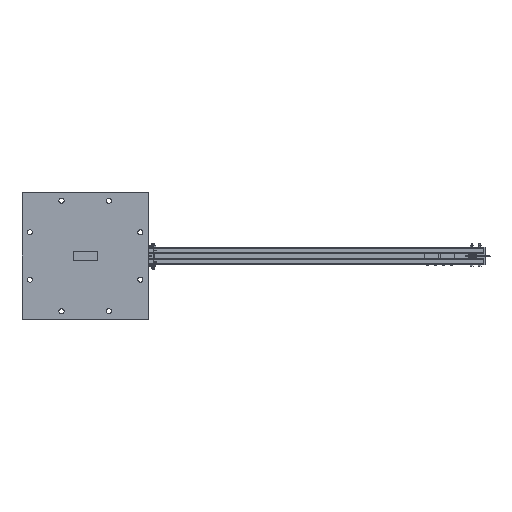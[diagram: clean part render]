
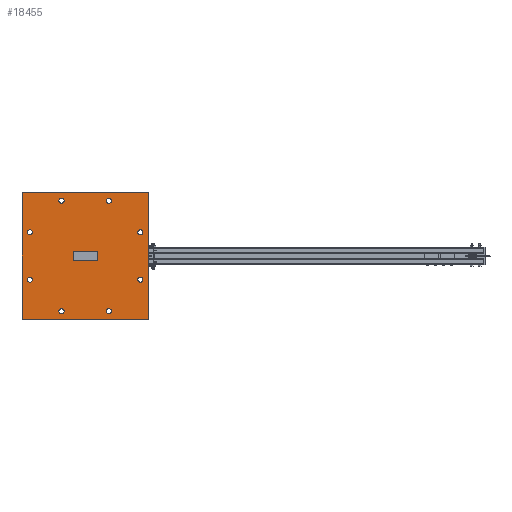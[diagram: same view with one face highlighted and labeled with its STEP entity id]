
A CAD part, front view. The second image highlights one B-rep face of the part: STEP entity #18455.
In plain terms, the highlighted face is planar.
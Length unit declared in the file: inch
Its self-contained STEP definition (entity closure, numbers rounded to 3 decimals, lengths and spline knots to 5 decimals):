
#1596=FACE_BOUND('',#3323,.T.);
#1597=FACE_BOUND('',#3324,.T.);
#1598=FACE_BOUND('',#3325,.T.);
#1599=FACE_BOUND('',#3326,.T.);
#1600=FACE_BOUND('',#3327,.T.);
#1601=FACE_BOUND('',#3328,.T.);
#1602=FACE_BOUND('',#3329,.T.);
#1603=FACE_BOUND('',#3330,.T.);
#1604=FACE_BOUND('',#3331,.T.);
#1777=PLANE('',#20456);
#2183=FACE_OUTER_BOUND('',#3322,.T.);
#3322=EDGE_LOOP('',(#12616,#12617,#12618,#12619));
#3323=EDGE_LOOP('',(#12620,#12621,#12622,#12623,#12624,#12625,#12626,#12627));
#3324=EDGE_LOOP('',(#12628));
#3325=EDGE_LOOP('',(#12629));
#3326=EDGE_LOOP('',(#12630));
#3327=EDGE_LOOP('',(#12631));
#3328=EDGE_LOOP('',(#12632));
#3329=EDGE_LOOP('',(#12633));
#3330=EDGE_LOOP('',(#12634));
#3331=EDGE_LOOP('',(#12635));
#4616=LINE('',#28559,#5738);
#4620=LINE('',#28571,#5742);
#4624=LINE('',#28583,#5746);
#4628=LINE('',#28594,#5750);
#4638=LINE('',#28647,#5760);
#4642=LINE('',#28655,#5764);
#4645=LINE('',#28661,#5767);
#4648=LINE('',#28666,#5770);
#5738=VECTOR('',#22763,0.3937);
#5742=VECTOR('',#22775,0.3937);
#5746=VECTOR('',#22787,0.3937);
#5750=VECTOR('',#22799,0.3937);
#5760=VECTOR('',#22859,0.3937);
#5764=VECTOR('',#22865,0.3937);
#5767=VECTOR('',#22870,0.3937);
#5770=VECTOR('',#22875,0.3937);
#6858=CIRCLE('',#20413,0.25);
#6860=CIRCLE('',#20417,0.25);
#6862=CIRCLE('',#20421,0.25);
#6864=CIRCLE('',#20425,0.25);
#6866=CIRCLE('',#20429,0.65625);
#6868=CIRCLE('',#20432,0.65625);
#6870=CIRCLE('',#20435,0.65625);
#6872=CIRCLE('',#20438,0.65625);
#6874=CIRCLE('',#20441,0.65625);
#6876=CIRCLE('',#20444,0.65625);
#6878=CIRCLE('',#20447,0.65625);
#6880=CIRCLE('',#20450,0.65625);
#8016=VERTEX_POINT('',#28549);
#8017=VERTEX_POINT('',#28550);
#8020=VERTEX_POINT('',#28558);
#8022=VERTEX_POINT('',#28564);
#8024=VERTEX_POINT('',#28570);
#8026=VERTEX_POINT('',#28576);
#8028=VERTEX_POINT('',#28582);
#8030=VERTEX_POINT('',#28588);
#8032=VERTEX_POINT('',#28597);
#8034=VERTEX_POINT('',#28603);
#8036=VERTEX_POINT('',#28609);
#8038=VERTEX_POINT('',#28615);
#8040=VERTEX_POINT('',#28621);
#8042=VERTEX_POINT('',#28627);
#8044=VERTEX_POINT('',#28633);
#8046=VERTEX_POINT('',#28639);
#8048=VERTEX_POINT('',#28645);
#8049=VERTEX_POINT('',#28646);
#8052=VERTEX_POINT('',#28654);
#8054=VERTEX_POINT('',#28660);
#9750=EDGE_CURVE('',#8016,#8017,#6858,.T.);
#9754=EDGE_CURVE('',#8020,#8016,#4616,.T.);
#9757=EDGE_CURVE('',#8022,#8020,#6860,.T.);
#9760=EDGE_CURVE('',#8024,#8022,#4620,.T.);
#9763=EDGE_CURVE('',#8026,#8024,#6862,.T.);
#9766=EDGE_CURVE('',#8028,#8026,#4624,.T.);
#9769=EDGE_CURVE('',#8030,#8028,#6864,.T.);
#9772=EDGE_CURVE('',#8017,#8030,#4628,.T.);
#9774=EDGE_CURVE('',#8032,#8032,#6866,.T.);
#9777=EDGE_CURVE('',#8034,#8034,#6868,.T.);
#9780=EDGE_CURVE('',#8036,#8036,#6870,.T.);
#9783=EDGE_CURVE('',#8038,#8038,#6872,.T.);
#9786=EDGE_CURVE('',#8040,#8040,#6874,.T.);
#9789=EDGE_CURVE('',#8042,#8042,#6876,.T.);
#9792=EDGE_CURVE('',#8044,#8044,#6878,.T.);
#9795=EDGE_CURVE('',#8046,#8046,#6880,.T.);
#9798=EDGE_CURVE('',#8048,#8049,#4638,.T.);
#9802=EDGE_CURVE('',#8049,#8052,#4642,.T.);
#9805=EDGE_CURVE('',#8052,#8054,#4645,.T.);
#9808=EDGE_CURVE('',#8054,#8048,#4648,.T.);
#12616=ORIENTED_EDGE('',*,*,#9808,.T.);
#12617=ORIENTED_EDGE('',*,*,#9798,.T.);
#12618=ORIENTED_EDGE('',*,*,#9802,.T.);
#12619=ORIENTED_EDGE('',*,*,#9805,.T.);
#12620=ORIENTED_EDGE('',*,*,#9750,.T.);
#12621=ORIENTED_EDGE('',*,*,#9772,.T.);
#12622=ORIENTED_EDGE('',*,*,#9769,.T.);
#12623=ORIENTED_EDGE('',*,*,#9766,.T.);
#12624=ORIENTED_EDGE('',*,*,#9763,.T.);
#12625=ORIENTED_EDGE('',*,*,#9760,.T.);
#12626=ORIENTED_EDGE('',*,*,#9757,.T.);
#12627=ORIENTED_EDGE('',*,*,#9754,.T.);
#12628=ORIENTED_EDGE('',*,*,#9774,.T.);
#12629=ORIENTED_EDGE('',*,*,#9777,.T.);
#12630=ORIENTED_EDGE('',*,*,#9780,.T.);
#12631=ORIENTED_EDGE('',*,*,#9783,.T.);
#12632=ORIENTED_EDGE('',*,*,#9786,.T.);
#12633=ORIENTED_EDGE('',*,*,#9789,.T.);
#12634=ORIENTED_EDGE('',*,*,#9792,.T.);
#12635=ORIENTED_EDGE('',*,*,#9795,.T.);
#18455=ADVANCED_FACE('',(#2183,#1596,#1597,#1598,#1599,#1600,#1601,#1602,
#1603,#1604),#1777,.T.);
#20413=AXIS2_PLACEMENT_3D('',#28551,#22755,#22756);
#20417=AXIS2_PLACEMENT_3D('',#28565,#22768,#22769);
#20421=AXIS2_PLACEMENT_3D('',#28577,#22780,#22781);
#20425=AXIS2_PLACEMENT_3D('',#28589,#22792,#22793);
#20429=AXIS2_PLACEMENT_3D('',#28598,#22803,#22804);
#20432=AXIS2_PLACEMENT_3D('',#28604,#22810,#22811);
#20435=AXIS2_PLACEMENT_3D('',#28610,#22817,#22818);
#20438=AXIS2_PLACEMENT_3D('',#28616,#22824,#22825);
#20441=AXIS2_PLACEMENT_3D('',#28622,#22831,#22832);
#20444=AXIS2_PLACEMENT_3D('',#28628,#22838,#22839);
#20447=AXIS2_PLACEMENT_3D('',#28634,#22845,#22846);
#20450=AXIS2_PLACEMENT_3D('',#28640,#22852,#22853);
#20456=AXIS2_PLACEMENT_3D('',#28668,#22877,#22878);
#22755=DIRECTION('center_axis',(0.,0.,-1.));
#22756=DIRECTION('ref_axis',(0.,-1.,0.));
#22763=DIRECTION('',(0.,-1.,0.));
#22768=DIRECTION('center_axis',(0.,0.,-1.));
#22769=DIRECTION('ref_axis',(1.,0.,0.));
#22775=DIRECTION('',(1.,0.,0.));
#22780=DIRECTION('center_axis',(0.,0.,-1.));
#22781=DIRECTION('ref_axis',(0.,1.,0.));
#22787=DIRECTION('',(0.,1.,0.));
#22792=DIRECTION('center_axis',(0.,0.,-1.));
#22793=DIRECTION('ref_axis',(-1.,0.,0.));
#22799=DIRECTION('',(-1.,0.,0.));
#22803=DIRECTION('center_axis',(0.,0.,-1.));
#22804=DIRECTION('ref_axis',(-1.,0.,0.));
#22810=DIRECTION('center_axis',(0.,0.,-1.));
#22811=DIRECTION('ref_axis',(-1.,0.,0.));
#22817=DIRECTION('center_axis',(0.,0.,-1.));
#22818=DIRECTION('ref_axis',(-1.,0.,0.));
#22824=DIRECTION('center_axis',(0.,0.,-1.));
#22825=DIRECTION('ref_axis',(-1.,0.,0.));
#22831=DIRECTION('center_axis',(0.,0.,-1.));
#22832=DIRECTION('ref_axis',(-1.,0.,0.));
#22838=DIRECTION('center_axis',(0.,0.,-1.));
#22839=DIRECTION('ref_axis',(-1.,0.,0.));
#22845=DIRECTION('center_axis',(0.,0.,-1.));
#22846=DIRECTION('ref_axis',(-1.,0.,0.));
#22852=DIRECTION('center_axis',(0.,0.,-1.));
#22853=DIRECTION('ref_axis',(-1.,0.,0.));
#22859=DIRECTION('',(0.,1.,0.));
#22865=DIRECTION('',(-1.,0.,0.));
#22870=DIRECTION('',(0.,-1.,0.));
#22875=DIRECTION('',(1.,0.,0.));
#22877=DIRECTION('center_axis',(0.,0.,1.));
#22878=DIRECTION('ref_axis',(1.,0.,0.));
#28549=CARTESIAN_POINT('',(3.06004,-0.9325,0.));
#28550=CARTESIAN_POINT('',(2.81004,-1.1825,0.));
#28551=CARTESIAN_POINT('Origin',(2.81004,-0.9325,0.));
#28558=CARTESIAN_POINT('',(3.06004,0.9425,0.));
#28559=CARTESIAN_POINT('',(3.06004,0.47375,0.));
#28564=CARTESIAN_POINT('',(2.81004,1.1925,0.));
#28565=CARTESIAN_POINT('Origin',(2.81004,0.9425,0.));
#28570=CARTESIAN_POINT('',(-2.815,1.1925,0.));
#28571=CARTESIAN_POINT('',(-1.40875,1.1925,0.));
#28576=CARTESIAN_POINT('',(-3.065,0.9425,0.));
#28577=CARTESIAN_POINT('Origin',(-2.815,0.9425,0.));
#28582=CARTESIAN_POINT('',(-3.065,-0.9325,0.));
#28583=CARTESIAN_POINT('',(-3.065,-0.46375,0.));
#28588=CARTESIAN_POINT('',(-2.815,-1.1825,0.));
#28589=CARTESIAN_POINT('Origin',(-2.815,-0.9325,0.));
#28594=CARTESIAN_POINT('',(1.40377,-1.1825,0.));
#28597=CARTESIAN_POINT('',(14.65377,6.00498,0.));
#28598=CARTESIAN_POINT('Origin',(13.99752,6.00498,0.));
#28603=CARTESIAN_POINT('',(-13.34623,6.00498,0.));
#28604=CARTESIAN_POINT('Origin',(-14.00248,6.00498,0.));
#28609=CARTESIAN_POINT('',(14.65377,-5.99502,0.));
#28610=CARTESIAN_POINT('Origin',(13.99752,-5.99502,0.));
#28615=CARTESIAN_POINT('',(-13.34623,-5.99502,0.));
#28616=CARTESIAN_POINT('Origin',(-14.00248,-5.99502,0.));
#28621=CARTESIAN_POINT('',(6.65375,-13.995,0.));
#28622=CARTESIAN_POINT('Origin',(5.9975,-13.995,0.));
#28627=CARTESIAN_POINT('',(6.65375,14.005,0.));
#28628=CARTESIAN_POINT('Origin',(5.9975,14.005,0.));
#28633=CARTESIAN_POINT('',(-5.34625,-13.995,0.));
#28634=CARTESIAN_POINT('Origin',(-6.0025,-13.995,0.));
#28639=CARTESIAN_POINT('',(-5.34625,14.005,0.));
#28640=CARTESIAN_POINT('Origin',(-6.0025,14.005,0.));
#28645=CARTESIAN_POINT('',(15.9975,-15.995,0.));
#28646=CARTESIAN_POINT('',(15.9975,16.005,0.));
#28647=CARTESIAN_POINT('',(15.9975,-15.995,0.));
#28654=CARTESIAN_POINT('',(-16.0025,16.005,0.));
#28655=CARTESIAN_POINT('',(15.9975,16.005,0.));
#28660=CARTESIAN_POINT('',(-16.0025,-15.995,0.));
#28661=CARTESIAN_POINT('',(-16.0025,16.005,0.));
#28666=CARTESIAN_POINT('',(-16.0025,-15.995,0.));
#28668=CARTESIAN_POINT('Origin',(-0.0025,0.005,
0.));
